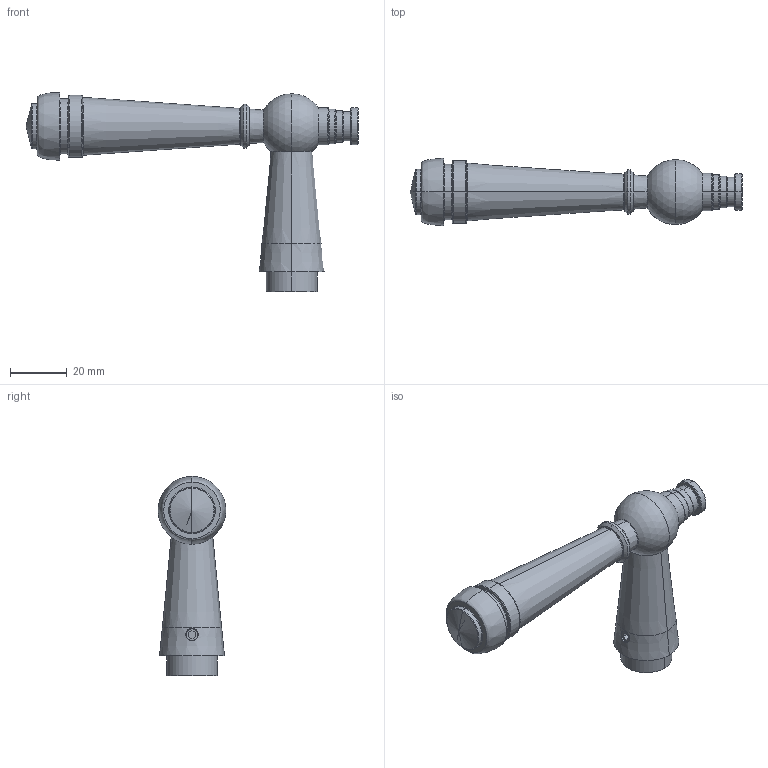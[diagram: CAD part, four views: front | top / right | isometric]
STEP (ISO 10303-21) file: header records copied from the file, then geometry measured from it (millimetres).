
FILE_DESCRIPTION (( 'STEP AP203' ), '1' );
FILE_NAME ('8013.STEP', '2016-03-15T15:10:06', ( '' ), ( '' ), 'SwSTEP 2.0', 'SolidWorks 2015', '' );
FILE_SCHEMA (( 'CONFIG_CONTROL_DESIGN' ));
Length unit declared in the file: millimetre
Products named in the file (1): 8013
Bounding box: 117.5 x 24 x 70.5 mm (x, y, z)
Volume: 36902.9 mm3; surface area: 12738.7 mm2
Topology: 2 solids, 2 shells, 316 faces, 779 edges, 494 vertices
Faces by surface type: plane 106, bspline 90, torus 44, cone 42, cylinder 32, sphere 2
Entity records: 14328 total; most frequent: CARTESIAN_POINT 7252, ORIENTED_EDGE 1550, DIRECTION 1255, EDGE_CURVE 775, VERTEX_POINT 494, AXIS2_PLACEMENT_3D 437, VECTOR 381, LINE 381
